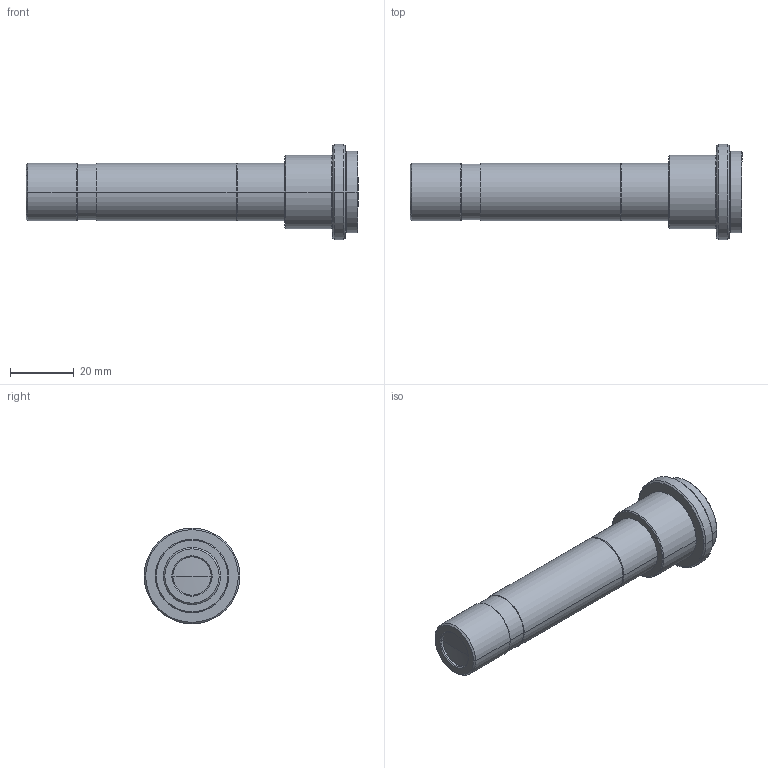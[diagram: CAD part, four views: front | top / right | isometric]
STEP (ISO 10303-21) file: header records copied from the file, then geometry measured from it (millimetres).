
FILE_DESCRIPTION (( 'STEP AP214' ), '1' );
FILE_NAME ('HR-4M-71 3D-Data.STEP', '2017-02-21T02:33:13', ( '' ), ( '' ), 'SwSTEP 2.0', 'SolidWorks 2016', '' );
FILE_SCHEMA (( 'AUTOMOTIVE_DESIGN' ));
Length unit declared in the file: millimetre
Products named in the file (2): HR-4M-71 3D-Data
Bounding box: 104 x 30 x 30 mm (x, y, z)
Volume: 29373.5 mm3; surface area: 8307.3 mm2
Topology: 1 solids, 1 shells, 66 faces, 130 edges, 77 vertices
Faces by surface type: cylinder 26, cone 26, plane 12, sphere 2
Entity records: 2475 total; most frequent: DIRECTION 344, CARTESIAN_POINT 275, ORIENTED_EDGE 260, AXIS2_PLACEMENT_3D 146, EDGE_CURVE 130, CIRCLE 78, EDGE_LOOP 77, VERTEX_POINT 77
